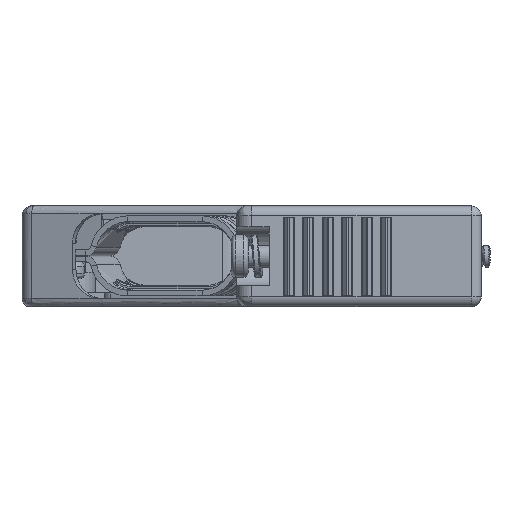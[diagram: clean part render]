
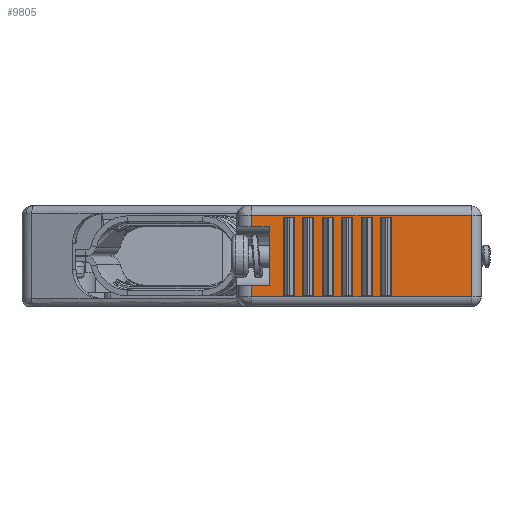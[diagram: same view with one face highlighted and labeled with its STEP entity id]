
A CAD part, left-side view. The second image highlights one B-rep face of the part: STEP entity #9805.
In plain terms, the highlighted planar face has unit normal (-1, 0, 0).
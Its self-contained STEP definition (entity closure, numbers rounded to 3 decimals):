
#6261=CARTESIAN_POINT('',(-40.945,21.5,8.15));
#6262=VERTEX_POINT('',#6261);
#6270=CARTESIAN_POINT('',(-40.945,21.5,9.3));
#6271=VERTEX_POINT('',#6270);
#6272=CARTESIAN_POINT('',(-40.945,21.5,8.15));
#6273=DIRECTION('',(0.,0.,1.));
#6274=VECTOR('',#6273,1.15);
#6275=LINE('',#6272,#6274);
#6276=EDGE_CURVE('',#6262,#6271,#6275,.T.);
#6303=CARTESIAN_POINT('',(-40.945,-1.,9.3));
#6304=VERTEX_POINT('',#6303);
#6312=CARTESIAN_POINT('',(-40.945,-1.,1.));
#6313=VERTEX_POINT('',#6312);
#6314=CARTESIAN_POINT('',(-40.945,-1.,9.3));
#6315=DIRECTION('',(0.,0.,-1.));
#6316=VECTOR('',#6315,8.3);
#6317=LINE('',#6314,#6316);
#6318=EDGE_CURVE('',#6304,#6313,#6317,.T.);
#7531=CARTESIAN_POINT('',(-40.945,19.7,8.15));
#7532=VERTEX_POINT('',#7531);
#7539=CARTESIAN_POINT('',(-40.945,19.7,8.15));
#7540=DIRECTION('',(0.,1.,0.));
#7541=VECTOR('',#7540,1.8);
#7542=LINE('',#7539,#7541);
#7543=EDGE_CURVE('',#7532,#6262,#7542,.T.);
#7609=CARTESIAN_POINT('',(-40.945,19.7,2.15));
#7610=VERTEX_POINT('',#7609);
#7617=CARTESIAN_POINT('',(-40.945,19.7,8.15));
#7618=DIRECTION('',(0.,0.,-1.));
#7619=VECTOR('',#7618,6.);
#7620=LINE('',#7617,#7619);
#7621=EDGE_CURVE('',#7532,#7610,#7620,.T.);
#7669=CARTESIAN_POINT('',(-40.945,17.134,9.15));
#7670=VERTEX_POINT('',#7669);
#7678=CARTESIAN_POINT('',(-40.945,18.266,9.15));
#7679=VERTEX_POINT('',#7678);
#7680=CARTESIAN_POINT('',(-40.945,17.134,9.15));
#7681=DIRECTION('',(0.,1.,0.));
#7682=VECTOR('',#7681,1.133);
#7683=LINE('',#7680,#7682);
#7684=EDGE_CURVE('',#7670,#7679,#7683,.T.);
#7728=CARTESIAN_POINT('',(-40.945,15.134,9.15));
#7729=VERTEX_POINT('',#7728);
#7737=CARTESIAN_POINT('',(-40.945,16.266,9.15));
#7738=VERTEX_POINT('',#7737);
#7739=CARTESIAN_POINT('',(-40.945,15.134,9.15));
#7740=DIRECTION('',(0.,1.,0.));
#7741=VECTOR('',#7740,1.133);
#7742=LINE('',#7739,#7741);
#7743=EDGE_CURVE('',#7729,#7738,#7742,.T.);
#7787=CARTESIAN_POINT('',(-40.945,13.134,9.15));
#7788=VERTEX_POINT('',#7787);
#7796=CARTESIAN_POINT('',(-40.945,14.266,9.15));
#7797=VERTEX_POINT('',#7796);
#7798=CARTESIAN_POINT('',(-40.945,13.134,9.15));
#7799=DIRECTION('',(0.,1.,0.));
#7800=VECTOR('',#7799,1.133);
#7801=LINE('',#7798,#7800);
#7802=EDGE_CURVE('',#7788,#7797,#7801,.T.);
#7846=CARTESIAN_POINT('',(-40.945,11.134,9.15));
#7847=VERTEX_POINT('',#7846);
#7855=CARTESIAN_POINT('',(-40.945,12.266,9.15));
#7856=VERTEX_POINT('',#7855);
#7857=CARTESIAN_POINT('',(-40.945,11.134,9.15));
#7858=DIRECTION('',(0.,1.,0.));
#7859=VECTOR('',#7858,1.133);
#7860=LINE('',#7857,#7859);
#7861=EDGE_CURVE('',#7847,#7856,#7860,.T.);
#7905=CARTESIAN_POINT('',(-40.945,9.134,9.15));
#7906=VERTEX_POINT('',#7905);
#7914=CARTESIAN_POINT('',(-40.945,10.266,9.15));
#7915=VERTEX_POINT('',#7914);
#7916=CARTESIAN_POINT('',(-40.945,9.134,9.15));
#7917=DIRECTION('',(0.,1.,0.));
#7918=VECTOR('',#7917,1.133);
#7919=LINE('',#7916,#7918);
#7920=EDGE_CURVE('',#7906,#7915,#7919,.T.);
#7964=CARTESIAN_POINT('',(-40.945,7.134,9.15));
#7965=VERTEX_POINT('',#7964);
#7973=CARTESIAN_POINT('',(-40.945,8.266,9.15));
#7974=VERTEX_POINT('',#7973);
#7975=CARTESIAN_POINT('',(-40.945,7.134,9.15));
#7976=DIRECTION('',(0.,1.,0.));
#7977=VECTOR('',#7976,1.133);
#7978=LINE('',#7975,#7977);
#7979=EDGE_CURVE('',#7965,#7974,#7978,.T.);
#9616=CARTESIAN_POINT('',(-40.945,10.5,5.15));
#9617=DIRECTION('',(0.,1.,0.));
#9618=DIRECTION('',(-1.,0.,0.));
#9619=AXIS2_PLACEMENT_3D('',#9616,#9618,#9617);
#9620=PLANE('',#9619);
#9621=ORIENTED_EDGE('',*,*,#7543,.F.);
#9622=ORIENTED_EDGE('',*,*,#7621,.T.);
#9623=CARTESIAN_POINT('',(-40.945,21.5,2.15));
#9624=VERTEX_POINT('',#9623);
#9625=CARTESIAN_POINT('',(-40.945,19.7,2.15));
#9626=DIRECTION('',(0.,1.,0.));
#9627=VECTOR('',#9626,1.8);
#9628=LINE('',#9625,#9627);
#9629=EDGE_CURVE('',#7610,#9624,#9628,.T.);
#9630=ORIENTED_EDGE('',*,*,#9629,.T.);
#9631=CARTESIAN_POINT('',(-40.945,21.5,1.));
#9632=VERTEX_POINT('',#9631);
#9633=CARTESIAN_POINT('',(-40.945,21.5,2.15));
#9634=DIRECTION('',(0.,0.,-1.));
#9635=VECTOR('',#9634,1.15);
#9636=LINE('',#9633,#9635);
#9637=EDGE_CURVE('',#9624,#9632,#9636,.T.);
#9638=ORIENTED_EDGE('',*,*,#9637,.T.);
#9639=CARTESIAN_POINT('',(-40.945,21.5,1.));
#9640=DIRECTION('',(0.,-1.,0.));
#9641=VECTOR('',#9640,22.5);
#9642=LINE('',#9639,#9641);
#9643=EDGE_CURVE('',#9632,#6313,#9642,.T.);
#9644=ORIENTED_EDGE('',*,*,#9643,.T.);
#9645=ORIENTED_EDGE('',*,*,#6318,.F.);
#9646=CARTESIAN_POINT('',(-40.945,-1.,9.3));
#9647=DIRECTION('',(0.,1.,0.));
#9648=VECTOR('',#9647,22.5);
#9649=LINE('',#9646,#9648);
#9650=EDGE_CURVE('',#6304,#6271,#9649,.T.);
#9651=ORIENTED_EDGE('',*,*,#9650,.T.);
#9652=ORIENTED_EDGE('',*,*,#6276,.F.);
#9653=EDGE_LOOP('',(#9621,#9622,#9630,#9638,#9644,#9645,#9651,#9652));
#9654=FACE_OUTER_BOUND('',#9653,.T.);
#9655=ORIENTED_EDGE('',*,*,#7684,.F.);
#9656=CARTESIAN_POINT('',(-40.945,17.134,1.15));
#9657=VERTEX_POINT('',#9656);
#9658=CARTESIAN_POINT('',(-40.945,17.134,9.15));
#9659=DIRECTION('',(0.,0.,-1.));
#9660=VECTOR('',#9659,8.);
#9661=LINE('',#9658,#9660);
#9662=EDGE_CURVE('',#7670,#9657,#9661,.T.);
#9663=ORIENTED_EDGE('',*,*,#9662,.T.);
#9664=CARTESIAN_POINT('',(-40.945,18.266,1.15));
#9665=VERTEX_POINT('',#9664);
#9666=CARTESIAN_POINT('',(-40.945,17.134,1.15));
#9667=DIRECTION('',(0.,1.,0.));
#9668=VECTOR('',#9667,1.133);
#9669=LINE('',#9666,#9668);
#9670=EDGE_CURVE('',#9657,#9665,#9669,.T.);
#9671=ORIENTED_EDGE('',*,*,#9670,.T.);
#9672=CARTESIAN_POINT('',(-40.945,18.266,9.15));
#9673=DIRECTION('',(0.,0.,-1.));
#9674=VECTOR('',#9673,8.);
#9675=LINE('',#9672,#9674);
#9676=EDGE_CURVE('',#7679,#9665,#9675,.T.);
#9677=ORIENTED_EDGE('',*,*,#9676,.F.);
#9678=EDGE_LOOP('',(#9655,#9663,#9671,#9677));
#9679=FACE_BOUND('',#9678,.T.);
#9680=ORIENTED_EDGE('',*,*,#7743,.F.);
#9681=CARTESIAN_POINT('',(-40.945,15.134,1.15));
#9682=VERTEX_POINT('',#9681);
#9683=CARTESIAN_POINT('',(-40.945,15.134,9.15));
#9684=DIRECTION('',(0.,0.,-1.));
#9685=VECTOR('',#9684,8.);
#9686=LINE('',#9683,#9685);
#9687=EDGE_CURVE('',#7729,#9682,#9686,.T.);
#9688=ORIENTED_EDGE('',*,*,#9687,.T.);
#9689=CARTESIAN_POINT('',(-40.945,16.266,1.15));
#9690=VERTEX_POINT('',#9689);
#9691=CARTESIAN_POINT('',(-40.945,15.134,1.15));
#9692=DIRECTION('',(0.,1.,0.));
#9693=VECTOR('',#9692,1.133);
#9694=LINE('',#9691,#9693);
#9695=EDGE_CURVE('',#9682,#9690,#9694,.T.);
#9696=ORIENTED_EDGE('',*,*,#9695,.T.);
#9697=CARTESIAN_POINT('',(-40.945,16.266,9.15));
#9698=DIRECTION('',(0.,0.,-1.));
#9699=VECTOR('',#9698,8.);
#9700=LINE('',#9697,#9699);
#9701=EDGE_CURVE('',#7738,#9690,#9700,.T.);
#9702=ORIENTED_EDGE('',*,*,#9701,.F.);
#9703=EDGE_LOOP('',(#9680,#9688,#9696,#9702));
#9704=FACE_BOUND('',#9703,.T.);
#9705=ORIENTED_EDGE('',*,*,#7802,.F.);
#9706=CARTESIAN_POINT('',(-40.945,13.134,1.15));
#9707=VERTEX_POINT('',#9706);
#9708=CARTESIAN_POINT('',(-40.945,13.134,9.15));
#9709=DIRECTION('',(0.,0.,-1.));
#9710=VECTOR('',#9709,8.);
#9711=LINE('',#9708,#9710);
#9712=EDGE_CURVE('',#7788,#9707,#9711,.T.);
#9713=ORIENTED_EDGE('',*,*,#9712,.T.);
#9714=CARTESIAN_POINT('',(-40.945,14.266,1.15));
#9715=VERTEX_POINT('',#9714);
#9716=CARTESIAN_POINT('',(-40.945,13.134,1.15));
#9717=DIRECTION('',(0.,1.,0.));
#9718=VECTOR('',#9717,1.133);
#9719=LINE('',#9716,#9718);
#9720=EDGE_CURVE('',#9707,#9715,#9719,.T.);
#9721=ORIENTED_EDGE('',*,*,#9720,.T.);
#9722=CARTESIAN_POINT('',(-40.945,14.266,9.15));
#9723=DIRECTION('',(0.,0.,-1.));
#9724=VECTOR('',#9723,8.);
#9725=LINE('',#9722,#9724);
#9726=EDGE_CURVE('',#7797,#9715,#9725,.T.);
#9727=ORIENTED_EDGE('',*,*,#9726,.F.);
#9728=EDGE_LOOP('',(#9705,#9713,#9721,#9727));
#9729=FACE_BOUND('',#9728,.T.);
#9730=ORIENTED_EDGE('',*,*,#7861,.F.);
#9731=CARTESIAN_POINT('',(-40.945,11.134,1.15));
#9732=VERTEX_POINT('',#9731);
#9733=CARTESIAN_POINT('',(-40.945,11.134,9.15));
#9734=DIRECTION('',(0.,0.,-1.));
#9735=VECTOR('',#9734,8.);
#9736=LINE('',#9733,#9735);
#9737=EDGE_CURVE('',#7847,#9732,#9736,.T.);
#9738=ORIENTED_EDGE('',*,*,#9737,.T.);
#9739=CARTESIAN_POINT('',(-40.945,12.266,1.15));
#9740=VERTEX_POINT('',#9739);
#9741=CARTESIAN_POINT('',(-40.945,11.134,1.15));
#9742=DIRECTION('',(0.,1.,0.));
#9743=VECTOR('',#9742,1.133);
#9744=LINE('',#9741,#9743);
#9745=EDGE_CURVE('',#9732,#9740,#9744,.T.);
#9746=ORIENTED_EDGE('',*,*,#9745,.T.);
#9747=CARTESIAN_POINT('',(-40.945,12.266,9.15));
#9748=DIRECTION('',(0.,0.,-1.));
#9749=VECTOR('',#9748,8.);
#9750=LINE('',#9747,#9749);
#9751=EDGE_CURVE('',#7856,#9740,#9750,.T.);
#9752=ORIENTED_EDGE('',*,*,#9751,.F.);
#9753=EDGE_LOOP('',(#9730,#9738,#9746,#9752));
#9754=FACE_BOUND('',#9753,.T.);
#9755=ORIENTED_EDGE('',*,*,#7920,.F.);
#9756=CARTESIAN_POINT('',(-40.945,9.134,1.15));
#9757=VERTEX_POINT('',#9756);
#9758=CARTESIAN_POINT('',(-40.945,9.134,9.15));
#9759=DIRECTION('',(0.,0.,-1.));
#9760=VECTOR('',#9759,8.);
#9761=LINE('',#9758,#9760);
#9762=EDGE_CURVE('',#7906,#9757,#9761,.T.);
#9763=ORIENTED_EDGE('',*,*,#9762,.T.);
#9764=CARTESIAN_POINT('',(-40.945,10.266,1.15));
#9765=VERTEX_POINT('',#9764);
#9766=CARTESIAN_POINT('',(-40.945,9.134,1.15));
#9767=DIRECTION('',(0.,1.,0.));
#9768=VECTOR('',#9767,1.133);
#9769=LINE('',#9766,#9768);
#9770=EDGE_CURVE('',#9757,#9765,#9769,.T.);
#9771=ORIENTED_EDGE('',*,*,#9770,.T.);
#9772=CARTESIAN_POINT('',(-40.945,10.266,9.15));
#9773=DIRECTION('',(0.,0.,-1.));
#9774=VECTOR('',#9773,8.);
#9775=LINE('',#9772,#9774);
#9776=EDGE_CURVE('',#7915,#9765,#9775,.T.);
#9777=ORIENTED_EDGE('',*,*,#9776,.F.);
#9778=EDGE_LOOP('',(#9755,#9763,#9771,#9777));
#9779=FACE_BOUND('',#9778,.T.);
#9780=ORIENTED_EDGE('',*,*,#7979,.F.);
#9781=CARTESIAN_POINT('',(-40.945,7.134,1.15));
#9782=VERTEX_POINT('',#9781);
#9783=CARTESIAN_POINT('',(-40.945,7.134,9.15));
#9784=DIRECTION('',(0.,0.,-1.));
#9785=VECTOR('',#9784,8.);
#9786=LINE('',#9783,#9785);
#9787=EDGE_CURVE('',#7965,#9782,#9786,.T.);
#9788=ORIENTED_EDGE('',*,*,#9787,.T.);
#9789=CARTESIAN_POINT('',(-40.945,8.266,1.15));
#9790=VERTEX_POINT('',#9789);
#9791=CARTESIAN_POINT('',(-40.945,7.134,1.15));
#9792=DIRECTION('',(0.,1.,0.));
#9793=VECTOR('',#9792,1.133);
#9794=LINE('',#9791,#9793);
#9795=EDGE_CURVE('',#9782,#9790,#9794,.T.);
#9796=ORIENTED_EDGE('',*,*,#9795,.T.);
#9797=CARTESIAN_POINT('',(-40.945,8.266,9.15));
#9798=DIRECTION('',(0.,0.,-1.));
#9799=VECTOR('',#9798,8.);
#9800=LINE('',#9797,#9799);
#9801=EDGE_CURVE('',#7974,#9790,#9800,.T.);
#9802=ORIENTED_EDGE('',*,*,#9801,.F.);
#9803=EDGE_LOOP('',(#9780,#9788,#9796,#9802));
#9804=FACE_BOUND('',#9803,.T.);
#9805=ADVANCED_FACE('',(#9654,#9679,#9704,#9729,#9754,#9779,#9804),#9620,.T.);
